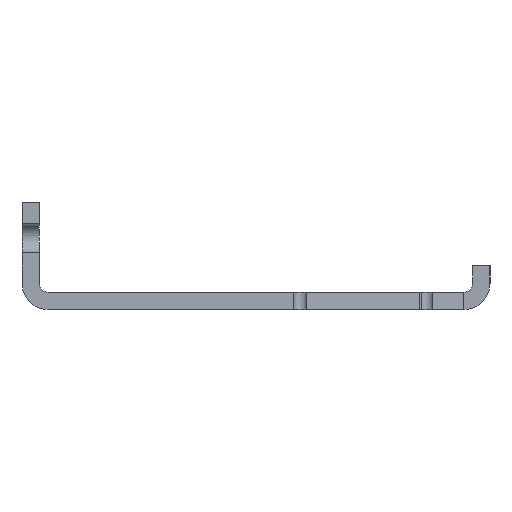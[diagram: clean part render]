
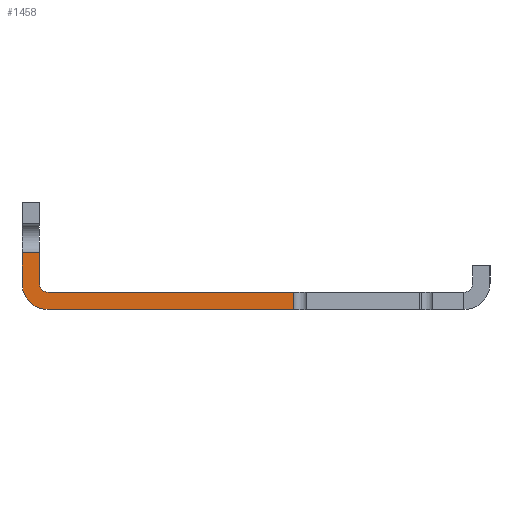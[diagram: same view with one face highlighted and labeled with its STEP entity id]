
A CAD part, left-side view. The second image highlights one B-rep face of the part: STEP entity #1458.
In plain terms, the highlighted planar face has unit normal (-1, 0, 0).
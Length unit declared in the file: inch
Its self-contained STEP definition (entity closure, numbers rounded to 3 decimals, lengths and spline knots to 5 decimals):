
#14=LINE($,#2330,#68);
#21=LINE($,#2353,#75);
#35=LINE($,#2399,#89);
#38=LINE($,#2409,#92);
#55=LINE($,#2449,#109);
#58=LINE($,#2453,#112);
#68=VECTOR($,#1942,1.705);
#75=VECTOR($,#1959,1.705);
#89=VECTOR($,#1997,0.2125);
#92=VECTOR($,#2006,0.2125);
#109=VECTOR($,#2049,0.12);
#112=VECTOR($,#2054,0.12);
#134=PLANE($,#1650);
#350=FACE_OUTER_BOUND($,#566,.T.);
#566=EDGE_LOOP($,(#1305,#1306,#1307,#1308,#1309,#1310,#1311,#1312));
#673=CIRCLE($,#1618,0.1825);
#675=CIRCLE($,#1621,0.0625);
#780=VERTEX_POINT($,#2327);
#781=VERTEX_POINT($,#2329);
#791=VERTEX_POINT($,#2351);
#792=VERTEX_POINT($,#2352);
#803=VERTEX_POINT($,#2376);
#805=VERTEX_POINT($,#2382);
#812=VERTEX_POINT($,#2398);
#816=VERTEX_POINT($,#2407);
#922=EDGE_CURVE($,#780,#781,#14,.T.);
#933=EDGE_CURVE($,#791,#792,#21,.T.);
#945=EDGE_CURVE($,#791,#803,#673,.T.);
#948=EDGE_CURVE($,#780,#805,#675,.T.);
#956=EDGE_CURVE($,#803,#812,#35,.T.);
#961=EDGE_CURVE($,#816,#805,#38,.T.);
#983=EDGE_CURVE($,#792,#781,#55,.T.);
#986=EDGE_CURVE($,#816,#812,#58,.T.);
#1305=ORIENTED_EDGE($,*,*,#945,.F.);
#1306=ORIENTED_EDGE($,*,*,#933,.T.);
#1307=ORIENTED_EDGE($,*,*,#983,.T.);
#1308=ORIENTED_EDGE($,*,*,#922,.F.);
#1309=ORIENTED_EDGE($,*,*,#948,.T.);
#1310=ORIENTED_EDGE($,*,*,#961,.F.);
#1311=ORIENTED_EDGE($,*,*,#986,.T.);
#1312=ORIENTED_EDGE($,*,*,#956,.F.);
#1458=ADVANCED_FACE($,(#350),#134,.T.);
#1618=AXIS2_PLACEMENT_3D($,#2377,#1977,#1978);
#1621=AXIS2_PLACEMENT_3D($,#2383,#1984,#1985);
#1650=AXIS2_PLACEMENT_3D($,#2469,#2078,#2079);
#1942=DIRECTION($,(0.,-1.,0.));
#1959=DIRECTION($,(0.,-1.,0.));
#1977=DIRECTION('center_axis',(1.,0.,0.));
#1978=DIRECTION('ref_axis',(0.,0.,1.));
#1984=DIRECTION('center_axis',(1.,0.,0.));
#1985=DIRECTION('ref_axis',(0.,0.,1.));
#1997=DIRECTION($,(0.,0.,1.));
#2006=DIRECTION($,(0.,0.,-1.));
#2049=DIRECTION($,(0.,0.,1.));
#2054=DIRECTION($,(0.,1.,0.));
#2078=DIRECTION('center_axis',(-1.,0.,0.));
#2079=DIRECTION('ref_axis',(0.,0.,1.));
#2327=CARTESIAN_POINT('',(-11.5,2.26257,0.12));
#2329=CARTESIAN_POINT('',(-11.5,0.55757,0.12));
#2330=CARTESIAN_POINT($,(-11.5,2.26257,0.12));
#2351=CARTESIAN_POINT('',(-11.5,2.26257,0.));
#2352=CARTESIAN_POINT('',(-11.5,0.55757,0.));
#2353=CARTESIAN_POINT($,(-11.5,2.26257,0.));
#2376=CARTESIAN_POINT('',(-11.5,2.44507,0.1825));
#2377=CARTESIAN_POINT('Origin',(-11.5,2.26257,0.1825));
#2382=CARTESIAN_POINT('',(-11.5,2.32507,0.1825));
#2383=CARTESIAN_POINT('Origin',(-11.5,2.26257,0.1825));
#2398=CARTESIAN_POINT('',(-11.5,2.44507,0.395));
#2399=CARTESIAN_POINT($,(-11.5,2.44507,-34.77675));
#2407=CARTESIAN_POINT('',(-11.5,2.32507,0.395));
#2409=CARTESIAN_POINT($,(-11.5,2.32507,0.745));
#2449=CARTESIAN_POINT($,(-11.5,0.55757,0.745));
#2453=CARTESIAN_POINT($,(-11.5,2.32007,0.395));
#2469=CARTESIAN_POINT('Origin',(-11.5,0.50757,-34.77675));
